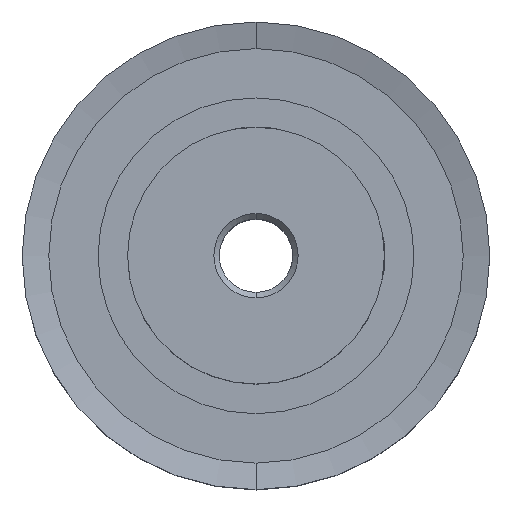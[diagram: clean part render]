
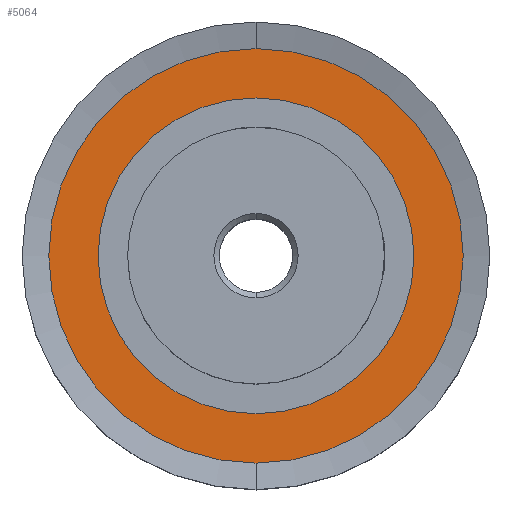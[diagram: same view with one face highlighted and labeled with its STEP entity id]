
A CAD part, top view. The second image highlights one B-rep face of the part: STEP entity #5064.
In plain terms, the highlighted planar face has unit normal (0, 0, 1).
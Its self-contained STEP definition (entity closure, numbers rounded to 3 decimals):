
#417=CARTESIAN_POINT('',(0.,0.,-0.34));
#418=DIRECTION('',(0.,0.,-1.));
#419=DIRECTION('',(1.,0.,0.));
#420=AXIS2_PLACEMENT_3D('',#417,#418,#419);
#426=CARTESIAN_POINT('',(0.,0.,-0.34));
#427=DIRECTION('',(0.,0.,1.));
#428=DIRECTION('',(0.,1.,0.));
#429=AXIS2_PLACEMENT_3D('',#426,#427,#428);
#431=CARTESIAN_POINT('',(0.,0.,-0.34));
#432=DIRECTION('',(0.,0.,-1.));
#433=DIRECTION('',(0.,1.,0.));
#434=AXIS2_PLACEMENT_3D('',#431,#432,#433);
#3499=CARTESIAN_POINT('',(0.,0.,-0.34));
#3500=DIRECTION('',(0.,0.,-1.));
#3501=DIRECTION('',(-1.,0.,0.));
#3502=AXIS2_PLACEMENT_3D('',#3499,#3500,#3501);
#4549=CARTESIAN_POINT('',(0.,11.3,-0.34));
#4550=VERTEX_POINT('',#4549);
#4555=CARTESIAN_POINT('',(0.,-11.3,-0.34));
#4556=VERTEX_POINT('',#4555);
#4605=CARTESIAN_POINT('',(8.61,0.,-0.34));
#4606=CARTESIAN_POINT('',(-8.61,0.,-0.34));
#4607=VERTEX_POINT('',#4605);
#4608=VERTEX_POINT('',#4606);
#5048=CARTESIAN_POINT('',(0.,0.,-0.34));
#5049=DIRECTION('',(0.,0.,-1.));
#5050=DIRECTION('',(0.,-1.,0.));
#5051=AXIS2_PLACEMENT_3D('',#5048,#5049,#5050);
#5052=PLANE('',#5051);
#5054=ORIENTED_EDGE('',*,*,#5053,.F.);
#5056=ORIENTED_EDGE('',*,*,#5055,.T.);
#5057=EDGE_LOOP('',(#5054,#5056));
#5058=FACE_OUTER_BOUND('',#5057,.F.);
#5059=ORIENTED_EDGE('',*,*,#5038,.F.);
#5061=ORIENTED_EDGE('',*,*,#5060,.F.);
#5062=EDGE_LOOP('',(#5059,#5061));
#5063=FACE_BOUND('',#5062,.F.);
#5064=ADVANCED_FACE('',(#5058,#5063),#5052,.F.);
#421=CIRCLE('',#420,8.61);
#430=CIRCLE('',#429,11.3);
#435=CIRCLE('',#434,11.3);
#3503=CIRCLE('',#3502,8.61);
#5038=EDGE_CURVE('',#4607,#4608,#421,.T.);
#5053=EDGE_CURVE('',#4550,#4556,#430,.T.);
#5055=EDGE_CURVE('',#4550,#4556,#435,.T.);
#5060=EDGE_CURVE('',#4608,#4607,#3503,.T.);
